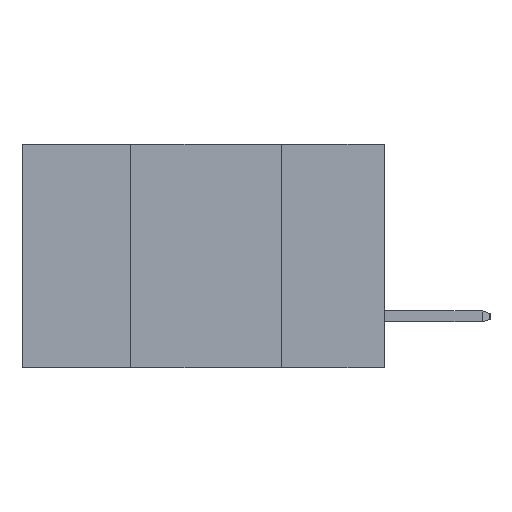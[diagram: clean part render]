
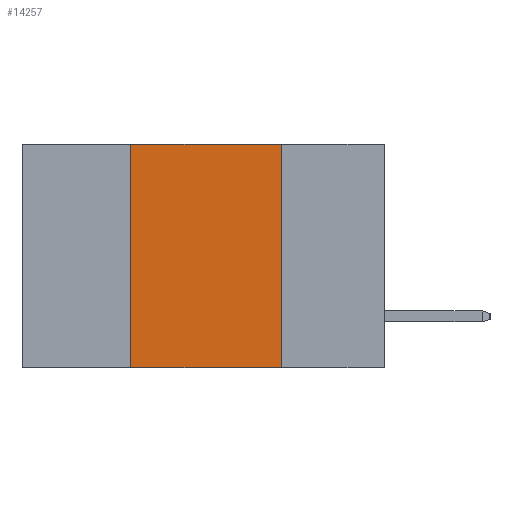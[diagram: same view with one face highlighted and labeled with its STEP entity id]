
A CAD part, left-side view. The second image highlights one B-rep face of the part: STEP entity #14257.
In plain terms, the highlighted planar face has unit normal (-1, 0, 0).
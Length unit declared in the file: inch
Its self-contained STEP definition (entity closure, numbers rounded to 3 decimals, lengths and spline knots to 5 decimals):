
#92 = VERTEX_POINT ( 'NONE', #9118 ) ;
#185 = VERTEX_POINT ( 'NONE', #7945 ) ;
#231 = DIRECTION ( 'NONE',  ( 0., 0., 1. ) ) ;
#264 = DIRECTION ( 'NONE',  ( 0., 0., -1. ) ) ;
#428 = AXIS2_PLACEMENT_3D ( 'NONE', #12544, #5813, #13687 ) ;
#536 = ORIENTED_EDGE ( 'NONE', *, *, #2197, .T. ) ;
#687 = VECTOR ( 'NONE', #264, 39.37008 ) ;
#972 = EDGE_CURVE ( 'NONE', #92, #185, #3978, .T. ) ;
#987 = VECTOR ( 'NONE', #7721, 39.37008 ) ;
#1211 = CARTESIAN_POINT ( 'NONE',  ( 0., 0.6, -0.37 ) ) ;
#2197 = EDGE_CURVE ( 'NONE', #3731, #7550, #10673, .T. ) ;
#3239 = VECTOR ( 'NONE', #231, 39.37008 ) ;
#3543 = PLANE ( 'NONE',  #428 ) ;
#3731 = VERTEX_POINT ( 'NONE', #13533 ) ;
#3978 = LINE ( 'NONE', #7385, #987 ) ;
#4657 = VECTOR ( 'NONE', #5363, 39.37008 ) ;
#5363 = DIRECTION ( 'NONE',  ( 0., -1., 0. ) ) ;
#5813 = DIRECTION ( 'NONE',  ( 1., 0., 0. ) ) ;
#6192 = ORIENTED_EDGE ( 'NONE', *, *, #12961, .F. ) ;
#6635 = LINE ( 'NONE', #13721, #3239 ) ;
#7385 = CARTESIAN_POINT ( 'NONE',  ( 0., 0.6, 0. ) ) ;
#7550 = VERTEX_POINT ( 'NONE', #13780 ) ;
#7721 = DIRECTION ( 'NONE',  ( 0., -1., 0. ) ) ;
#7801 = ORIENTED_EDGE ( 'NONE', *, *, #9874, .F. ) ;
#7945 = CARTESIAN_POINT ( 'NONE',  ( 0., 0.17, 0. ) ) ;
#9118 = CARTESIAN_POINT ( 'NONE',  ( 0., 0.42, 0. ) ) ;
#9330 = CARTESIAN_POINT ( 'NONE',  ( 0., 0.17, -0.37 ) ) ;
#9874 = EDGE_CURVE ( 'NONE', #185, #7550, #11284, .T. ) ;
#10673 = LINE ( 'NONE', #1211, #4657 ) ;
#11284 = LINE ( 'NONE', #9330, #687 ) ;
#12544 = CARTESIAN_POINT ( 'NONE',  ( 0., 0.6, 0. ) ) ;
#12833 = EDGE_LOOP ( 'NONE', ( #7801, #14095, #6192, #536 ) ) ;
#12961 = EDGE_CURVE ( 'NONE', #3731, #92, #6635, .T. ) ;
#13533 = CARTESIAN_POINT ( 'NONE',  ( 0., 0.42, -0.37 ) ) ;
#13687 = DIRECTION ( 'NONE',  ( 0., 0., -1. ) ) ;
#13721 = CARTESIAN_POINT ( 'NONE',  ( 0., 0.42, -0.37 ) ) ;
#13780 = CARTESIAN_POINT ( 'NONE',  ( 0., 0.17, -0.37 ) ) ;
#14095 = ORIENTED_EDGE ( 'NONE', *, *, #972, .F. ) ;
#14116 = FACE_OUTER_BOUND ( 'NONE', #12833, .T. ) ;
#14257 = ADVANCED_FACE ( 'NONE', ( #14116 ), #3543, .F. ) ;
